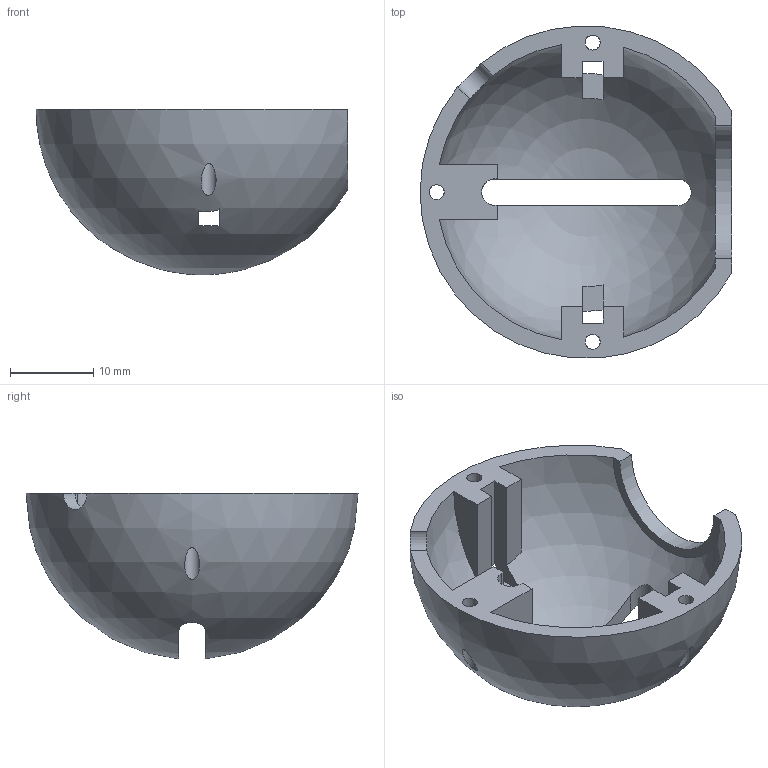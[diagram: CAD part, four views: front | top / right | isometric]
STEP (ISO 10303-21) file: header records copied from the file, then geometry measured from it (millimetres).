
FILE_DESCRIPTION(/* description */ (''),/* implementation_level */ '2;1');
FILE_NAME(/* name */ '',/* time_stamp */ '2025-04-02T09:27:02+03:00',/* author */ (''),/* organization */ (''),/* preprocessor_version */ 'ST-DEVELOPER v20.1',/* originating_system */ 'Autodesk Translation Framework v14.4.0.0',/* authorisation */ '');
FILE_SCHEMA (('AUTOMOTIVE_DESIGN { 1 0 10303 214 3 1 1 }'));
Length unit declared in the file: millimetre
Products named in the file (1): FusionComponent
Bounding box: 37.5 x 39.92 x 19.94 mm (x, y, z)
Volume: 4806.9 mm3; surface area: 5103.7 mm2
Topology: 1 solids, 1 shells, 35 faces, 115 edges, 77 vertices
Faces by surface type: plane 26, cylinder 7, sphere 2
Full cylindrical faces by diameter (mm): 1.8 x3
Entity records: 1494 total; most frequent: CARTESIAN_POINT 398, ORIENTED_EDGE 230, DIRECTION 227, EDGE_CURVE 115, AXIS2_PLACEMENT_3D 86, VERTEX_POINT 77, LINE 55, VECTOR 55
